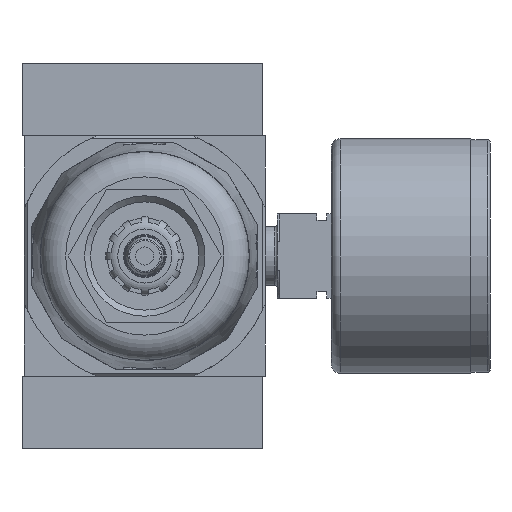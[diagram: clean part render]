
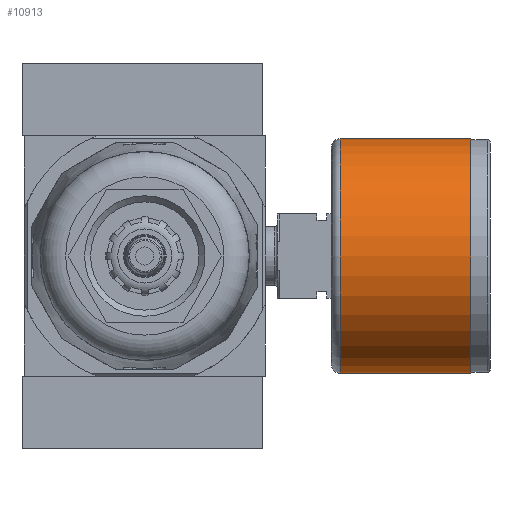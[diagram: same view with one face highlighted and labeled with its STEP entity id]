
A CAD part, front view. The second image highlights one B-rep face of the part: STEP entity #10913.
In plain terms, the highlighted cylindrical face has radius 19.5 mm (diameter 39 mm), a full revolution.
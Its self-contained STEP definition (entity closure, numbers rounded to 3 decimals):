
#536=CYLINDRICAL_SURFACE('',#11858,19.5);
#3763=ORIENTED_EDGE('',*,*,#5240,.F.);
#3764=ORIENTED_EDGE('',*,*,#5241,.T.);
#5240=EDGE_CURVE('',#6178,#6178,#6669,.T.);
#5241=EDGE_CURVE('',#6179,#6179,#6670,.T.);
#6178=VERTEX_POINT('',#17556);
#6179=VERTEX_POINT('',#17559);
#6669=CIRCLE('',#11857,19.5);
#6670=CIRCLE('',#11859,19.5);
#7332=EDGE_LOOP('',(#3763));
#7333=EDGE_LOOP('',(#3764));
#8062=FACE_BOUND('',#7332,.T.);
#8063=FACE_BOUND('',#7333,.T.);
#10913=ADVANCED_FACE('',(#8062,#8063),#536,.T.);
#11857=AXIS2_PLACEMENT_3D('',#17555,#14163,#14164);
#11858=AXIS2_PLACEMENT_3D('',#17557,#14165,#14166);
#11859=AXIS2_PLACEMENT_3D('',#17558,#14167,#14168);
#14163=DIRECTION('',(1.,0.,0.));
#14164=DIRECTION('',(0.,0.,-1.));
#14165=DIRECTION('',(1.,0.,0.));
#14166=DIRECTION('',(0.,0.,-1.));
#14167=DIRECTION('',(1.,0.,0.));
#14168=DIRECTION('',(0.,0.,-1.));
#17555=CARTESIAN_POINT('',(-3.2,0.,0.));
#17556=CARTESIAN_POINT('',(-3.2,0.,-19.5));
#17557=CARTESIAN_POINT('',(0.,0.,0.));
#17558=CARTESIAN_POINT('',(-24.85,0.,0.));
#17559=CARTESIAN_POINT('',(-24.85,0.,-19.5));
